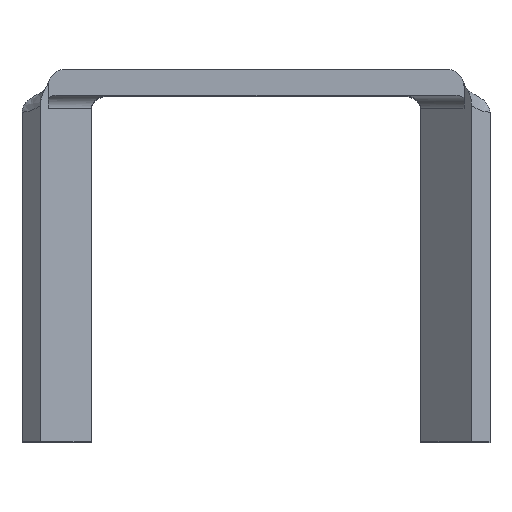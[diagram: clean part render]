
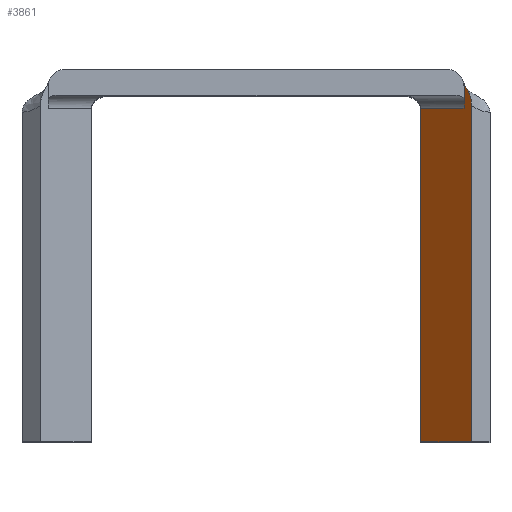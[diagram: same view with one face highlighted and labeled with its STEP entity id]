
A CAD part, top view. The second image highlights one B-rep face of the part: STEP entity #3861.
In plain terms, the highlighted planar face has unit normal (-0.707, 0, 0.707).
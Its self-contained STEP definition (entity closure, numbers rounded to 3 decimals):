
#195=LINE('',#6678,#515);
#196=LINE('',#6680,#516);
#197=LINE('',#6682,#517);
#198=LINE('',#6684,#518);
#199=LINE('',#6685,#519);
#515=VECTOR('',#4691,10.);
#516=VECTOR('',#4692,10.);
#517=VECTOR('',#4693,10.);
#518=VECTOR('',#4694,10.);
#519=VECTOR('',#4695,10.);
#768=PLANE('',#4139);
#903=FACE_OUTER_BOUND('',#1123,.T.);
#1123=EDGE_LOOP('',(#2799,#2800,#2801,#2802,#2803,#2804,#2805,#2806));
#1355=ELLIPSE('',#4140,1.414,1.);
#1356=ELLIPSE('',#4141,1.414,1.);
#1520=B_SPLINE_CURVE_WITH_KNOTS('',3,(#6663,#6664,#6665,#6666,#6667,#6668,
#6669,#6670),.UNSPECIFIED.,.F.,.F.,(4,2,2,4),(0.,0.048,0.074,
0.102),.UNSPECIFIED.);
#1705=VERTEX_POINT('',#6660);
#1706=VERTEX_POINT('',#6662);
#1707=VERTEX_POINT('',#6673);
#1708=VERTEX_POINT('',#6675);
#1709=VERTEX_POINT('',#6677);
#1710=VERTEX_POINT('',#6679);
#1711=VERTEX_POINT('',#6681);
#1712=VERTEX_POINT('',#6683);
#2131=EDGE_CURVE('',#1705,#1706,#1520,.T.);
#2133=EDGE_CURVE('',#1707,#1705,#1355,.T.);
#2134=EDGE_CURVE('',#1708,#1707,#1356,.T.);
#2135=EDGE_CURVE('',#1708,#1709,#195,.T.);
#2136=EDGE_CURVE('',#1710,#1709,#196,.T.);
#2137=EDGE_CURVE('',#1710,#1711,#197,.T.);
#2138=EDGE_CURVE('',#1712,#1711,#198,.T.);
#2139=EDGE_CURVE('',#1712,#1706,#199,.T.);
#2799=ORIENTED_EDGE('',*,*,#2131,.F.);
#2800=ORIENTED_EDGE('',*,*,#2133,.F.);
#2801=ORIENTED_EDGE('',*,*,#2134,.F.);
#2802=ORIENTED_EDGE('',*,*,#2135,.T.);
#2803=ORIENTED_EDGE('',*,*,#2136,.F.);
#2804=ORIENTED_EDGE('',*,*,#2137,.T.);
#2805=ORIENTED_EDGE('',*,*,#2138,.F.);
#2806=ORIENTED_EDGE('',*,*,#2139,.T.);
#3861=ADVANCED_FACE('',(#903),#768,.T.);
#4139=AXIS2_PLACEMENT_3D('',#6672,#4685,#4686);
#4140=AXIS2_PLACEMENT_3D('',#6674,#4687,#4688);
#4141=AXIS2_PLACEMENT_3D('',#6676,#4689,#4690);
#4685=DIRECTION('center_axis',(-0.707,0.,0.707));
#4686=DIRECTION('ref_axis',(0.707,0.,0.707));
#4687=DIRECTION('center_axis',(-0.707,0.,0.707));
#4688=DIRECTION('ref_axis',(0.707,0.,0.707));
#4689=DIRECTION('center_axis',(-0.707,0.,0.707));
#4690=DIRECTION('ref_axis',(0.707,0.,0.707));
#4691=DIRECTION('',(0.,-1.,0.));
#4692=DIRECTION('',(0.707,0.,0.707));
#4693=DIRECTION('',(0.,-1.,0.));
#4694=DIRECTION('',(-0.707,0.,-0.707));
#4695=DIRECTION('',(0.,1.,0.));
#6660=CARTESIAN_POINT('',(12.134,-1.096,40.188));
#6662=CARTESIAN_POINT('',(12.439,-2.097,40.494));
#6663=CARTESIAN_POINT('Ctrl Pts',(12.134,-1.096,40.188));
#6664=CARTESIAN_POINT('Ctrl Pts',(12.215,-1.206,40.27));
#6665=CARTESIAN_POINT('Ctrl Pts',(12.289,-1.346,40.343));
#6666=CARTESIAN_POINT('Ctrl Pts',(12.373,-1.597,40.428));
#6667=CARTESIAN_POINT('Ctrl Pts',(12.397,-1.69,40.451));
#6668=CARTESIAN_POINT('Ctrl Pts',(12.43,-1.887,40.485));
#6669=CARTESIAN_POINT('Ctrl Pts',(12.439,-1.992,40.494));
#6670=CARTESIAN_POINT('Ctrl Pts',(12.439,-2.097,40.494));
#6672=CARTESIAN_POINT('Origin',(9.5,-21.5,37.554));
#6673=CARTESIAN_POINT('',(11.968,-0.75,40.023));
#6674=CARTESIAN_POINT('Origin',(12.936,-0.5,40.991));
#6675=CARTESIAN_POINT('',(12.,-1.,40.054));
#6676=CARTESIAN_POINT('Origin',(11.,-1.,39.054));
#6677=CARTESIAN_POINT('',(12.,-2.25,40.054));
#6678=CARTESIAN_POINT('',(12.,-11.5,40.054));
#6679=CARTESIAN_POINT('',(9.5,-2.25,37.554));
#6680=CARTESIAN_POINT('',(-4.014,-2.25,24.041));
#6681=CARTESIAN_POINT('',(9.5,-21.5,37.554));
#6682=CARTESIAN_POINT('',(9.5,-11.5,37.554));
#6683=CARTESIAN_POINT('',(12.439,-21.5,40.494));
#6684=CARTESIAN_POINT('',(0.736,-21.5,28.791));
#6685=CARTESIAN_POINT('',(12.439,-21.5,40.494));
